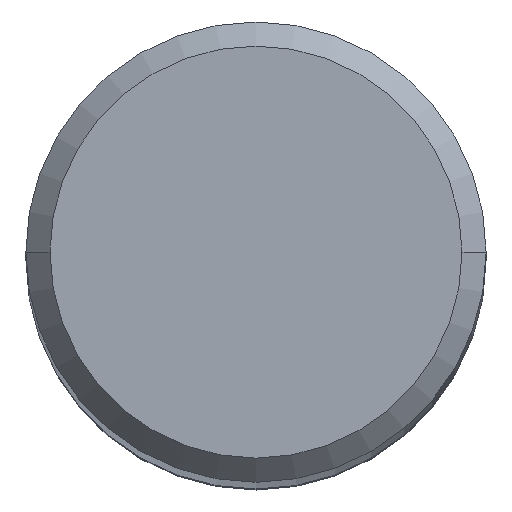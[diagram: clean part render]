
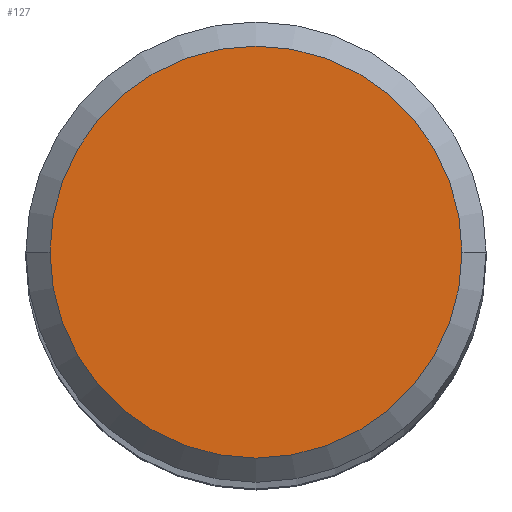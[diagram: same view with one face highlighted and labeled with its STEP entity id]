
A CAD part, top view. The second image highlights one B-rep face of the part: STEP entity #127.
In plain terms, the highlighted planar face has unit normal (0, 0, 1).
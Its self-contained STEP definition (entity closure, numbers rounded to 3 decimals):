
#67=PLANE('',#1178);
#127=ADVANCED_FACE('',(#205),#67,.F.);
#205=FACE_OUTER_BOUND('',#263,.T.);
#263=EDGE_LOOP('',(#500,#501));
#500=ORIENTED_EDGE('',*,*,#701,.T.);
#501=ORIENTED_EDGE('',*,*,#704,.T.);
#582=VERTEX_POINT('',#1881);
#583=VERTEX_POINT('',#1882);
#701=EDGE_CURVE('',#582,#583,#817,.T.);
#704=EDGE_CURVE('',#583,#582,#818,.T.);
#817=CIRCLE('',#1174,8.525);
#818=CIRCLE('',#1176,8.525);
#1174=AXIS2_PLACEMENT_3D('',#1880,#1541,#1542);
#1176=AXIS2_PLACEMENT_3D('',#1886,#1547,#1548);
#1178=AXIS2_PLACEMENT_3D('',#1888,#1551,#1552);
#1541=DIRECTION('',(0.,0.,1.));
#1542=DIRECTION('',(-1.,0.,0.));
#1547=DIRECTION('',(0.,0.,1.));
#1548=DIRECTION('',(1.,0.,0.));
#1551=DIRECTION('',(0.,0.,-1.));
#1552=DIRECTION('',(1.,0.,0.));
#1880=CARTESIAN_POINT('',(0.,0.,0.));
#1881=CARTESIAN_POINT('',(-8.525,0.,0.));
#1882=CARTESIAN_POINT('',(8.525,0.,0.));
#1886=CARTESIAN_POINT('',(0.,0.,0.));
#1888=CARTESIAN_POINT('',(0.,0.,0.));
